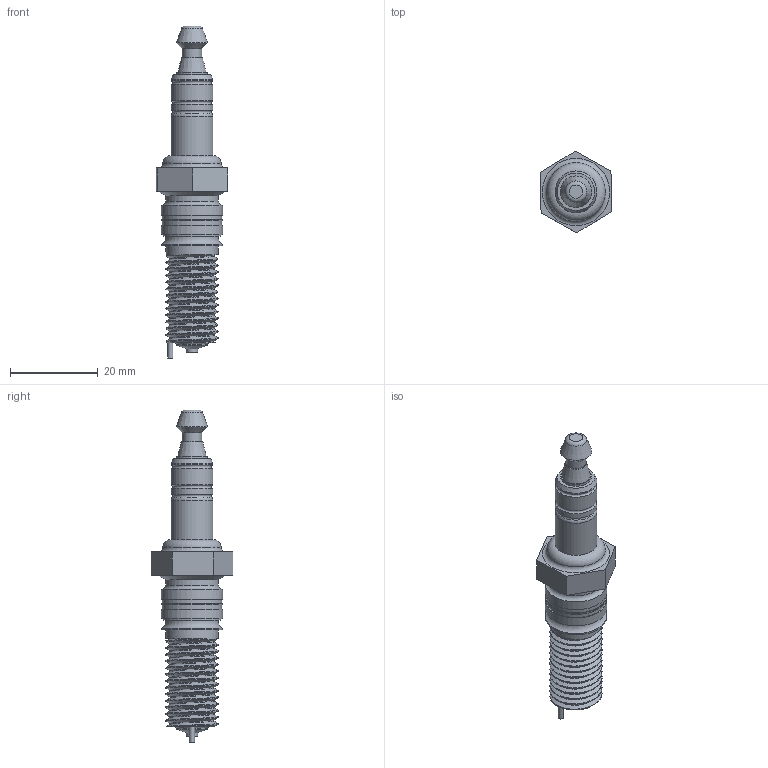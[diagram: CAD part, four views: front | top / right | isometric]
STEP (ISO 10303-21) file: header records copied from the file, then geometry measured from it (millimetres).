
FILE_DESCRIPTION(/* description */ (''),/* implementation_level */ '2;1');
FILE_NAME(/* name */ 'Spark Plug v4.step',/* time_stamp */ '2022-05-28T15:13:45+05:30',/* author */ (''),/* organization */ (''),/* preprocessor_version */ 'ST-DEVELOPER v19',/* originating_system */ 'Autodesk Translation Framework v11.7.0.108',/* authorisation */ '');
FILE_SCHEMA (('AUTOMOTIVE_DESIGN { 1 0 10303 214 3 1 1 }'));
Length unit declared in the file: millimetre
Products named in the file (1): Spark Plug
Bounding box: 16.25 x 18.56 x 75.49 mm (x, y, z)
Volume: 7003.7 mm3; surface area: 3464.9 mm2
Topology: 1 solids, 1 shells, 87 faces, 205 edges, 134 vertices
Faces by surface type: cylinder 46, plane 23, torus 10, cone 6, bspline 2
Full cylindrical faces by diameter (mm): 1.2 x1, 2.591 x1, 4.42 x1, 6.995 x1, 7 x1, 9.5 x4, 10.137 x13, 11.85 x13, 12 x1, 13 x1, 13.6 x2, 14 x4
Entity records: 5758 total; most frequent: CARTESIAN_POINT 3770, ORIENTED_EDGE 410, DIRECTION 391, EDGE_CURVE 205, AXIS2_PLACEMENT_3D 161, VERTEX_POINT 134, EDGE_LOOP 101, FACE_OUTER_BOUND 87
